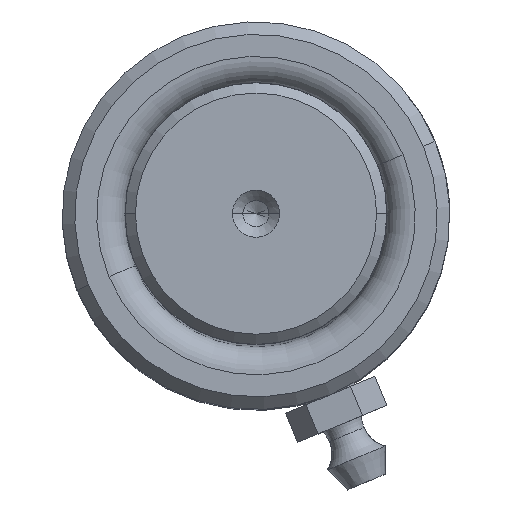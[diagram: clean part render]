
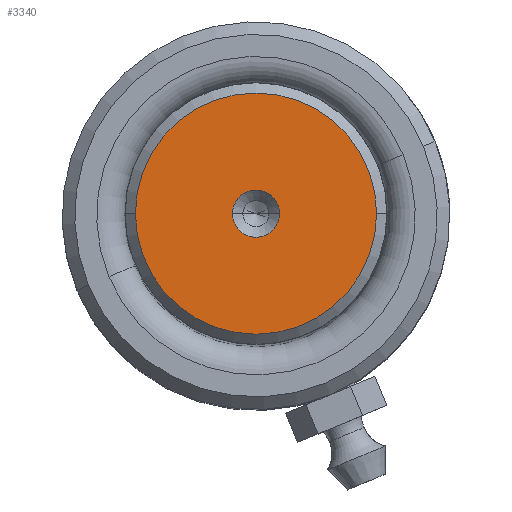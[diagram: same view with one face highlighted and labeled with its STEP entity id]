
A CAD part, top view. The second image highlights one B-rep face of the part: STEP entity #3340.
In plain terms, the highlighted planar face has unit normal (0, 0, 1).
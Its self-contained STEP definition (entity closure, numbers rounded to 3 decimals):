
#112 = DIRECTION ( 'NONE',  ( 1., 0., 0. ) ) ;
#345 = CIRCLE ( 'NONE', #5019, 2.25 ) ;
#390 = CIRCLE ( 'NONE', #1368, 11.509 ) ;
#520 = AXIS2_PLACEMENT_3D ( 'NONE', #2915, #5817, #112 ) ;
#589 = DIRECTION ( 'NONE',  ( 1., 0., 0. ) ) ;
#612 = CARTESIAN_POINT ( 'NONE',  ( 0., 0., 170. ) ) ;
#705 = CARTESIAN_POINT ( 'NONE',  ( 2.25, 0., 170. ) ) ;
#1238 = PLANE ( 'NONE',  #520 ) ;
#1273 = EDGE_LOOP ( 'NONE', ( #6633, #2893 ) ) ;
#1285 = VERTEX_POINT ( 'NONE', #705 ) ;
#1368 = AXIS2_PLACEMENT_3D ( 'NONE', #7086, #3090, #6513 ) ;
#1684 = EDGE_LOOP ( 'NONE', ( #2947, #6213 ) ) ;
#2027 = AXIS2_PLACEMENT_3D ( 'NONE', #6514, #3091, #3039 ) ;
#2210 = VERTEX_POINT ( 'NONE', #7040 ) ;
#2277 = VERTEX_POINT ( 'NONE', #2608 ) ;
#2371 = EDGE_CURVE ( 'NONE', #2277, #2210, #390, .T. ) ;
#2608 = CARTESIAN_POINT ( 'NONE',  ( 11.509, 0., 170. ) ) ;
#2893 = ORIENTED_EDGE ( 'NONE', *, *, #2371, .T. ) ;
#2894 = VERTEX_POINT ( 'NONE', #7092 ) ;
#2915 = CARTESIAN_POINT ( 'NONE',  ( 0., 0., 170. ) ) ;
#2947 = ORIENTED_EDGE ( 'NONE', *, *, #6215, .F. ) ;
#3039 = DIRECTION ( 'NONE',  ( 1., 0., 0. ) ) ;
#3090 = DIRECTION ( 'NONE',  ( 0., 0., 1. ) ) ;
#3091 = DIRECTION ( 'NONE',  ( 0., 0., 1. ) ) ;
#3340 = ADVANCED_FACE ( 'NONE', ( #4380, #4123 ), #1238, .T. ) ;
#3481 = EDGE_CURVE ( 'NONE', #2894, #1285, #7139, .T. ) ;
#4123 = FACE_OUTER_BOUND ( 'NONE', #1273, .T. ) ;
#4235 = AXIS2_PLACEMENT_3D ( 'NONE', #612, #4537, #589 ) ;
#4377 = DIRECTION ( 'NONE',  ( 1., 0., 0. ) ) ;
#4380 = FACE_BOUND ( 'NONE', #1684, .T. ) ;
#4537 = DIRECTION ( 'NONE',  ( 0., 0., 1. ) ) ;
#4841 = EDGE_CURVE ( 'NONE', #2210, #2277, #5876, .T. ) ;
#5019 = AXIS2_PLACEMENT_3D ( 'NONE', #6535, #5400, #4377 ) ;
#5400 = DIRECTION ( 'NONE',  ( 0., 0., 1. ) ) ;
#5817 = DIRECTION ( 'NONE',  ( 0., 0., 1. ) ) ;
#5876 = CIRCLE ( 'NONE', #4235, 11.509 ) ;
#6213 = ORIENTED_EDGE ( 'NONE', *, *, #3481, .F. ) ;
#6215 = EDGE_CURVE ( 'NONE', #1285, #2894, #345, .T. ) ;
#6513 = DIRECTION ( 'NONE',  ( 1., 0., 0. ) ) ;
#6514 = CARTESIAN_POINT ( 'NONE',  ( 0., 0., 170. ) ) ;
#6535 = CARTESIAN_POINT ( 'NONE',  ( 0., 0., 170. ) ) ;
#6633 = ORIENTED_EDGE ( 'NONE', *, *, #4841, .T. ) ;
#7040 = CARTESIAN_POINT ( 'NONE',  ( -11.509, 0., 170. ) ) ;
#7086 = CARTESIAN_POINT ( 'NONE',  ( 0., 0., 170. ) ) ;
#7092 = CARTESIAN_POINT ( 'NONE',  ( -2.25, 0., 170. ) ) ;
#7139 = CIRCLE ( 'NONE', #2027, 2.25 ) ;
